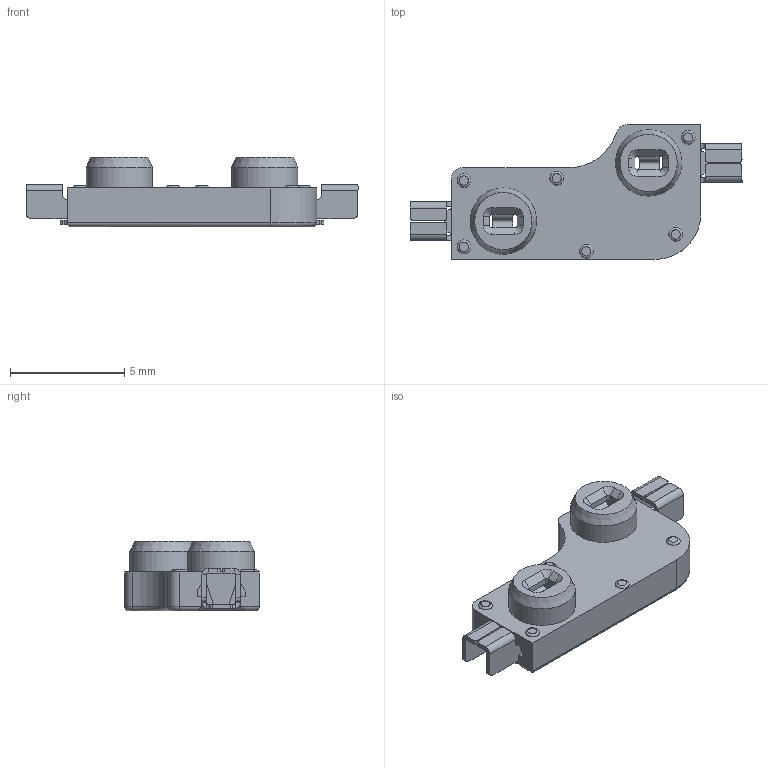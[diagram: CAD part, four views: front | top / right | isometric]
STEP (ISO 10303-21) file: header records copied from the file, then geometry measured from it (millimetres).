
FILE_DESCRIPTION(/* description */ (''),/* implementation_level */ '2;1');
FILE_NAME(/* name */ 'Kailh Hotswap.step',/* time_stamp */ '2021-12-09T22:08:36+04:00',/* author */ (''),/* organization */ (''),/* preprocessor_version */ 'ST-DEVELOPER v18.1',/* originating_system */ 'Autodesk Translation Framework v10.10.0.1391',/* authorisation */ '');
FILE_SCHEMA (('AUTOMOTIVE_DESIGN { 1 0 10303 214 3 1 1 }'));
Length unit declared in the file: millimetre
Products named in the file (2): Kailh Hotswap RightVersion; Contact
Assembly tree (2 placements, depth 2):
  Kailh Hotswap RightVersion
    Contact  x2
Bounding box: 14.5 x 5.89 x 3.05 mm (x, y, z)
Volume: 92.3 mm3; surface area: 299.5 mm2
Topology: 3 solids, 3 shells, 435 faces, 1073 edges, 657 vertices
Faces by surface type: plane 262, cylinder 95, bspline 58, torus 10, cone 10
Full cylindrical faces by diameter (mm): 2.9 x2
Entity records: 10280 total; most frequent: CARTESIAN_POINT 2649, ORIENTED_EDGE 1642, DIRECTION 1416, EDGE_CURVE 821, LINE 584, VECTOR 584, VERTEX_POINT 509, AXIS2_PLACEMENT_3D 416
